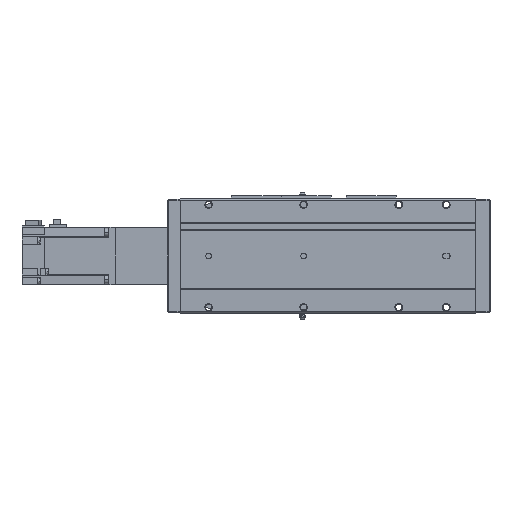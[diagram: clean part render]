
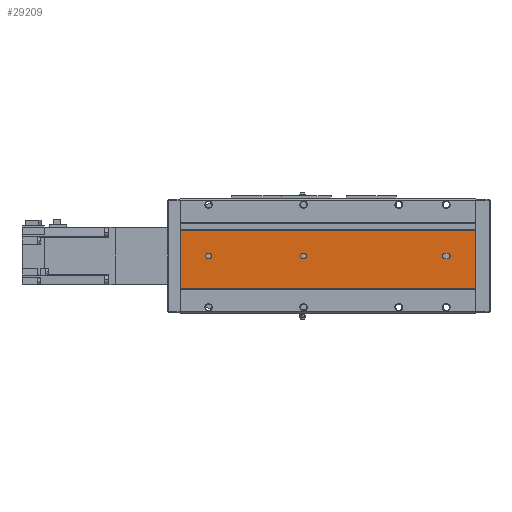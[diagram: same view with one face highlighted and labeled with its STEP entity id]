
A CAD part, front view. The second image highlights one B-rep face of the part: STEP entity #29209.
In plain terms, the highlighted planar face has unit normal (0, -1, 0).
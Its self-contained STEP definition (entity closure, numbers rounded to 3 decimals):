
#573 = CARTESIAN_POINT ( 'NONE',  ( 279., 1., -3. ) ) ;
#809 = AXIS2_PLACEMENT_3D ( 'NONE', #28719, #38529, #31668 ) ;
#855 = EDGE_CURVE ( 'NONE', #1237, #25204, #28565, .T. ) ;
#880 = ORIENTED_EDGE ( 'NONE', *, *, #19495, .F. ) ;
#1137 = DIRECTION ( 'NONE',  ( 0., -1., 0. ) ) ;
#1237 = VERTEX_POINT ( 'NONE', #8069 ) ;
#1386 = AXIS2_PLACEMENT_3D ( 'NONE', #32858, #1137, #13865 ) ;
#1594 = LINE ( 'NONE', #14324, #34265 ) ;
#2663 = EDGE_LOOP ( 'NONE', ( #20992, #880 ) ) ;
#2795 = CARTESIAN_POINT ( 'NONE',  ( 30., 1., -3. ) ) ;
#2964 = DIRECTION ( 'NONE',  ( 0., 0., -1. ) ) ;
#3589 = ORIENTED_EDGE ( 'NONE', *, *, #19285, .T. ) ;
#3726 = EDGE_CURVE ( 'NONE', #20887, #32406, #28014, .T. ) ;
#3815 = CARTESIAN_POINT ( 'NONE',  ( 130., 1., -3. ) ) ;
#5488 = CARTESIAN_POINT ( 'NONE',  ( 281., 1., 3. ) ) ;
#5907 = CARTESIAN_POINT ( 'NONE',  ( 130., 1., 3. ) ) ;
#6209 = FACE_BOUND ( 'NONE', #19311, .T. ) ;
#7043 = EDGE_LOOP ( 'NONE', ( #19128, #14988, #20566, #3589 ) ) ;
#7120 = AXIS2_PLACEMENT_3D ( 'NONE', #7911, #39450, #23367 ) ;
#7911 = CARTESIAN_POINT ( 'NONE',  ( 130., 1., 0. ) ) ;
#8069 = CARTESIAN_POINT ( 'NONE',  ( 0., 1., 26.542 ) ) ;
#8473 = DIRECTION ( 'NONE',  ( -1., 0., 0. ) ) ;
#8501 = AXIS2_PLACEMENT_3D ( 'NONE', #32174, #19219, #35493 ) ;
#8985 = ORIENTED_EDGE ( 'NONE', *, *, #10092, .F. ) ;
#9905 = VERTEX_POINT ( 'NONE', #5907 ) ;
#10092 = EDGE_CURVE ( 'NONE', #13282, #41290, #16522, .T. ) ;
#10132 = VECTOR ( 'NONE', #12409, 1000. ) ;
#10671 = ORIENTED_EDGE ( 'NONE', *, *, #38408, .F. ) ;
#11380 = CIRCLE ( 'NONE', #809, 3. ) ;
#12409 = DIRECTION ( 'NONE',  ( -1., 0., 0. ) ) ;
#12586 = DIRECTION ( 'NONE',  ( 0., -1., 0. ) ) ;
#12943 = VERTEX_POINT ( 'NONE', #3815 ) ;
#13004 = VERTEX_POINT ( 'NONE', #21114 ) ;
#13282 = VERTEX_POINT ( 'NONE', #573 ) ;
#13865 = DIRECTION ( 'NONE',  ( 0., 0., 1. ) ) ;
#14324 = CARTESIAN_POINT ( 'NONE',  ( 311., 1., -34. ) ) ;
#14869 = ORIENTED_EDGE ( 'NONE', *, *, #17709, .F. ) ;
#14988 = ORIENTED_EDGE ( 'NONE', *, *, #30732, .F. ) ;
#15943 = CARTESIAN_POINT ( 'NONE',  ( 311., 1., 26.542 ) ) ;
#16002 = PLANE ( 'NONE',  #36222 ) ;
#16033 = EDGE_CURVE ( 'NONE', #33403, #40433, #28524, .T. ) ;
#16522 = LINE ( 'NONE', #25916, #32148 ) ;
#16726 = EDGE_CURVE ( 'NONE', #40433, #13282, #28502, .T. ) ;
#16808 = CARTESIAN_POINT ( 'NONE',  ( 281., 1., -3. ) ) ;
#17258 = ORIENTED_EDGE ( 'NONE', *, *, #16033, .F. ) ;
#17574 = CARTESIAN_POINT ( 'NONE',  ( 130., 1., 0. ) ) ;
#17709 = EDGE_CURVE ( 'NONE', #13004, #26898, #11380, .T. ) ;
#18152 = CIRCLE ( 'NONE', #37488, 3. ) ;
#18516 = FACE_BOUND ( 'NONE', #38136, .T. ) ;
#18831 = DIRECTION ( 'NONE',  ( 0., 0., 1. ) ) ;
#18928 = FACE_BOUND ( 'NONE', #2663, .T. ) ;
#19116 = DIRECTION ( 'NONE',  ( -1., 0., 0. ) ) ;
#19128 = ORIENTED_EDGE ( 'NONE', *, *, #855, .T. ) ;
#19219 = DIRECTION ( 'NONE',  ( 0., -1., 0. ) ) ;
#19285 = EDGE_CURVE ( 'NONE', #20887, #1237, #32024, .T. ) ;
#19311 = EDGE_LOOP ( 'NONE', ( #10671, #14869 ) ) ;
#19361 = ORIENTED_EDGE ( 'NONE', *, *, #16726, .F. ) ;
#19372 = CIRCLE ( 'NONE', #1386, 3. ) ;
#19495 = EDGE_CURVE ( 'NONE', #9905, #12943, #18152, .T. ) ;
#20566 = ORIENTED_EDGE ( 'NONE', *, *, #3726, .F. ) ;
#20585 = CARTESIAN_POINT ( 'NONE',  ( 0., 1., -34. ) ) ;
#20887 = VERTEX_POINT ( 'NONE', #36300 ) ;
#20992 = ORIENTED_EDGE ( 'NONE', *, *, #24810, .F. ) ;
#21114 = CARTESIAN_POINT ( 'NONE',  ( 30., 1., 3. ) ) ;
#21129 = DIRECTION ( 'NONE',  ( 0., 0., 1. ) ) ;
#21537 = DIRECTION ( 'NONE',  ( 0., -1., 0. ) ) ;
#22089 = DIRECTION ( 'NONE',  ( 0., 0., -1. ) ) ;
#23367 = DIRECTION ( 'NONE',  ( 0., 0., 1. ) ) ;
#23800 = CARTESIAN_POINT ( 'NONE',  ( 279., 1., 3. ) ) ;
#24810 = EDGE_CURVE ( 'NONE', #12943, #9905, #32452, .T. ) ;
#25204 = VERTEX_POINT ( 'NONE', #20585 ) ;
#25916 = CARTESIAN_POINT ( 'NONE',  ( 311., 1., -3. ) ) ;
#26098 = VECTOR ( 'NONE', #2964, 1000. ) ;
#26898 = VERTEX_POINT ( 'NONE', #2795 ) ;
#27392 = AXIS2_PLACEMENT_3D ( 'NONE', #41000, #12586, #18831 ) ;
#28014 = LINE ( 'NONE', #28218, #26098 ) ;
#28212 = VECTOR ( 'NONE', #22089, 1000. ) ;
#28218 = CARTESIAN_POINT ( 'NONE',  ( 311., 1., 26.542 ) ) ;
#28502 = CIRCLE ( 'NONE', #8501, 3. ) ;
#28524 = LINE ( 'NONE', #38120, #34459 ) ;
#28565 = LINE ( 'NONE', #31717, #28212 ) ;
#28719 = CARTESIAN_POINT ( 'NONE',  ( 30., 1., 0. ) ) ;
#28743 = CARTESIAN_POINT ( 'NONE',  ( 311., 1., 26.542 ) ) ;
#29209 = ADVANCED_FACE ( 'NONE', ( #31068, #6209, #18928, #18516 ), #16002, .F. ) ;
#30732 = EDGE_CURVE ( 'NONE', #32406, #25204, #1594, .T. ) ;
#31068 = FACE_OUTER_BOUND ( 'NONE', #7043, .T. ) ;
#31668 = DIRECTION ( 'NONE',  ( 0., 0., 1. ) ) ;
#31717 = CARTESIAN_POINT ( 'NONE',  ( 0., 1., 26.542 ) ) ;
#31805 = DIRECTION ( 'NONE',  ( 1., 0., 0. ) ) ;
#31893 = DIRECTION ( 'NONE',  ( 1., 0., 0. ) ) ;
#32024 = LINE ( 'NONE', #15943, #10132 ) ;
#32148 = VECTOR ( 'NONE', #31805, 1000. ) ;
#32174 = CARTESIAN_POINT ( 'NONE',  ( 279., 1., 0. ) ) ;
#32406 = VERTEX_POINT ( 'NONE', #38239 ) ;
#32452 = CIRCLE ( 'NONE', #7120, 3. ) ;
#32546 = ORIENTED_EDGE ( 'NONE', *, *, #38599, .F. ) ;
#32858 = CARTESIAN_POINT ( 'NONE',  ( 30., 1., 0. ) ) ;
#33403 = VERTEX_POINT ( 'NONE', #5488 ) ;
#34265 = VECTOR ( 'NONE', #8473, 1000. ) ;
#34459 = VECTOR ( 'NONE', #19116, 1000. ) ;
#35493 = DIRECTION ( 'NONE',  ( 0., 0., 1. ) ) ;
#36222 = AXIS2_PLACEMENT_3D ( 'NONE', #28743, #40669, #31893 ) ;
#36300 = CARTESIAN_POINT ( 'NONE',  ( 311., 1., 26.542 ) ) ;
#37488 = AXIS2_PLACEMENT_3D ( 'NONE', #17574, #21537, #21129 ) ;
#38120 = CARTESIAN_POINT ( 'NONE',  ( 311., 1., 3. ) ) ;
#38136 = EDGE_LOOP ( 'NONE', ( #8985, #19361, #17258, #32546 ) ) ;
#38239 = CARTESIAN_POINT ( 'NONE',  ( 311., 1., -34. ) ) ;
#38408 = EDGE_CURVE ( 'NONE', #26898, #13004, #19372, .T. ) ;
#38529 = DIRECTION ( 'NONE',  ( 0., -1., 0. ) ) ;
#38599 = EDGE_CURVE ( 'NONE', #41290, #33403, #40075, .T. ) ;
#39450 = DIRECTION ( 'NONE',  ( 0., -1., 0. ) ) ;
#40075 = CIRCLE ( 'NONE', #27392, 3. ) ;
#40433 = VERTEX_POINT ( 'NONE', #23800 ) ;
#40669 = DIRECTION ( 'NONE',  ( 0., 1., 0. ) ) ;
#41000 = CARTESIAN_POINT ( 'NONE',  ( 281., 1., 0. ) ) ;
#41290 = VERTEX_POINT ( 'NONE', #16808 ) ;
